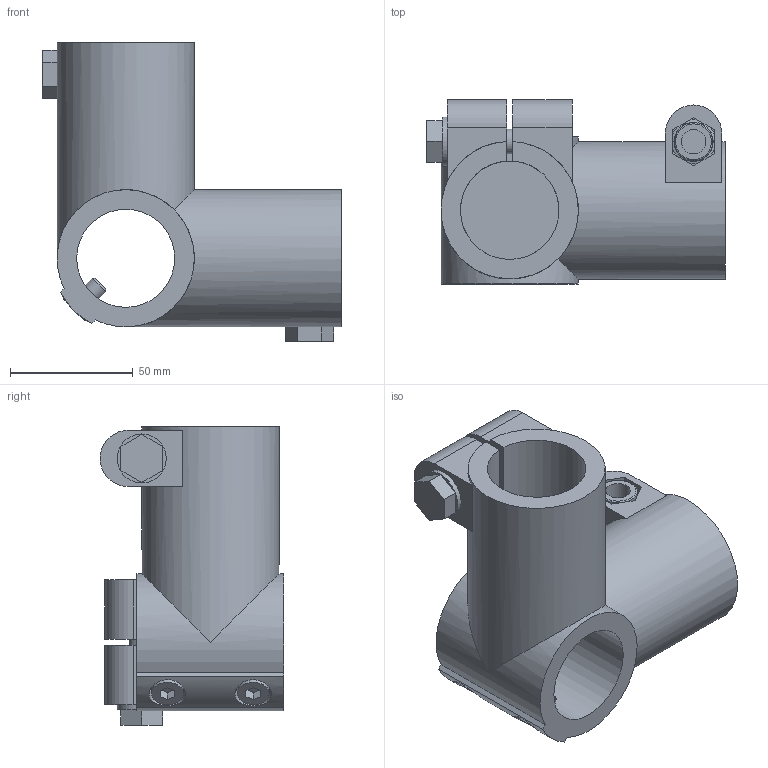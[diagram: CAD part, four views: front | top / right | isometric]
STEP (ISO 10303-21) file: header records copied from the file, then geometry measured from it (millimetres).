
FILE_DESCRIPTION( ( 'STEP AP214' ), '1' );
FILE_NAME( 'K0476.540.stp', '2021-01-06T10:54:35', ( '' ), ( '' ), ' ', 'PARTsolutions', ' ' );
FILE_SCHEMA( ( 'AUTOMOTIVE_DESIGN { 1 0 10303 214 1 1 1 1 }' ) );
Length unit declared in the file: millimetre
Products named in the file (1): _K0476.540
Bounding box: 121.9 x 75 x 121.9 mm (x, y, z)
Volume: 281967.6 mm3; surface area: 70436 mm2
Topology: 1 solids, 1 shells, 131 faces, 359 edges, 239 vertices
Faces by surface type: plane 82, cylinder 39, cone 6, torus 4
Full cylindrical faces by diameter (mm): 8 x2, 9 x2, 10 x4, 13 x2, 15 x2, 15.6 x2, 20 x2, 40 x1, 40.2 x2, 56 x2
Entity records: 5350 total; most frequent: CARTESIAN_POINT 1079, DIRECTION 646, ORIENTED_EDGE 626, EDGE_CURVE 313, AXIS2_PLACEMENT_3D 229, VERTEX_POINT 224, EDGE_LOOP 201, LINE 188
